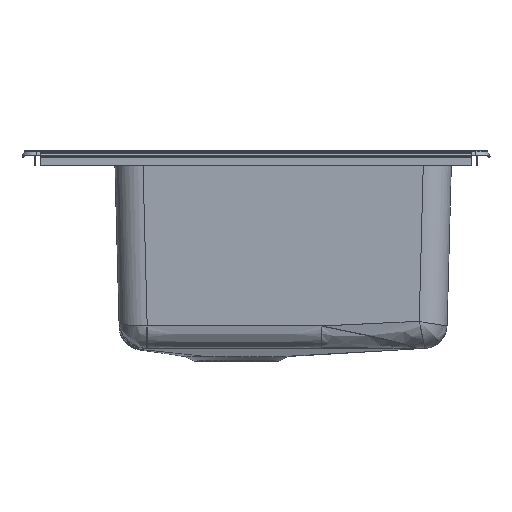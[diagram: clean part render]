
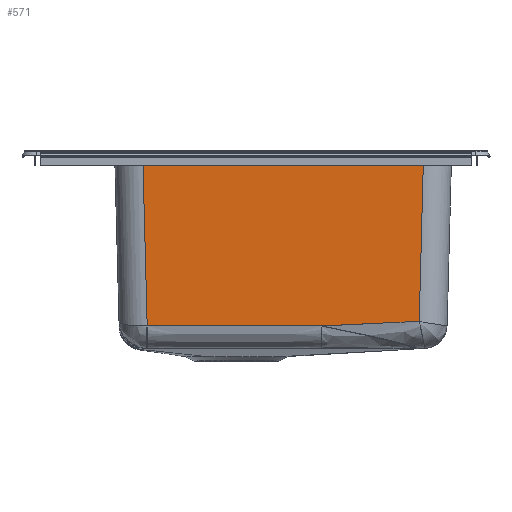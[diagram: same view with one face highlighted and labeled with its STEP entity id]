
A CAD part, left-side view. The second image highlights one B-rep face of the part: STEP entity #571.
In plain terms, the highlighted planar face has unit normal (-1, 0, -0.026).
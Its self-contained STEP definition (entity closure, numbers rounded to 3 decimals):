
#571=ADVANCED_FACE('',(#1127),#798,.F.);
#798=PLANE('',#6788);
#1127=FACE_OUTER_BOUND('',#2039,.T.);
#1279=B_SPLINE_CURVE_WITH_KNOTS('',3,(#11999,#12000,#12001,#12002),.UNSPECIFIED.,
.F.,.F.,(4,4),(0.,1.),.UNSPECIFIED.);
#1281=B_SPLINE_CURVE_WITH_KNOTS('',3,(#12026,#12027,#12028,#12029,#12030,
#12031,#12032,#12033,#12034,#12035),.UNSPECIFIED.,.F.,.F.,(4,3,3,4),(0.,
0.104,0.781,1.),.UNSPECIFIED.);
#2039=EDGE_LOOP('',(#3650,#3651,#3652,#3653,#3654));
#3650=ORIENTED_EDGE('',*,*,#5304,.T.);
#3651=ORIENTED_EDGE('',*,*,#5308,.T.);
#3652=ORIENTED_EDGE('',*,*,#5305,.T.);
#3653=ORIENTED_EDGE('',*,*,#5282,.T.);
#3654=ORIENTED_EDGE('',*,*,#5280,.T.);
#4415=VERTEX_POINT('',#11587);
#4431=VERTEX_POINT('',#12003);
#4432=VERTEX_POINT('',#12036);
#4442=VERTEX_POINT('',#12369);
#4443=VERTEX_POINT('',#12373);
#5280=EDGE_CURVE('',#4415,#4431,#1279,.T.);
#5282=EDGE_CURVE('',#4432,#4415,#1281,.T.);
#5304=EDGE_CURVE('',#4431,#4442,#5867,.T.);
#5305=EDGE_CURVE('',#4443,#4432,#5868,.T.);
#5308=EDGE_CURVE('',#4442,#4443,#5870,.T.);
#5867=LINE('',#12370,#6306);
#5868=LINE('',#12372,#6307);
#5870=LINE('',#12378,#6309);
#6306=VECTOR('',#8182,1.);
#6307=VECTOR('',#8185,1.);
#6309=VECTOR('',#8191,1.);
#6788=AXIS2_PLACEMENT_3D('',#12379,#8192,#8193);
#8182=DIRECTION('',(-0.026,-0.026,0.999));
#8185=DIRECTION('',(0.026,-0.026,-0.999));
#8191=DIRECTION('',(0.,1.,0.));
#8192=DIRECTION('',(1.,0.,0.026));
#8193=DIRECTION('',(0.026,0.,-1.));
#11587=CARTESIAN_POINT('',(-419.332,-69.712,-182.296));
#11999=CARTESIAN_POINT('',(-419.332,-69.712,-182.296));
#12000=CARTESIAN_POINT('',(-419.366,-104.646,-180.959));
#12001=CARTESIAN_POINT('',(-419.412,-139.563,-179.223));
#12002=CARTESIAN_POINT('',(-419.461,-174.471,-177.345));
#12003=CARTESIAN_POINT('',(-419.461,-174.471,-177.345));
#12026=CARTESIAN_POINT('',(-419.332,116.343,-182.261));
#12027=CARTESIAN_POINT('',(-419.332,109.896,-182.27));
#12028=CARTESIAN_POINT('',(-419.332,103.45,-182.278));
#12029=CARTESIAN_POINT('',(-419.332,97.003,-182.285));
#12030=CARTESIAN_POINT('',(-419.331,55.003,-182.331));
#12031=CARTESIAN_POINT('',(-419.33,13.002,-182.348));
#12032=CARTESIAN_POINT('',(-419.331,-28.999,-182.327));
#12033=CARTESIAN_POINT('',(-419.331,-42.57,-182.32));
#12034=CARTESIAN_POINT('',(-419.331,-56.141,-182.309));
#12035=CARTESIAN_POINT('',(-419.332,-69.712,-182.296));
#12036=CARTESIAN_POINT('',(-419.332,116.343,-182.261));
#12369=CARTESIAN_POINT('',(-423.872,-178.882,-8.895));
#12370=CARTESIAN_POINT('',(-423.897,-178.907,-7.949));
#12372=CARTESIAN_POINT('',(-423.897,120.907,-7.949));
#12373=CARTESIAN_POINT('',(-423.872,120.882,-8.895));
#12378=CARTESIAN_POINT('',(-423.872,-29.,-8.895));
#12379=CARTESIAN_POINT('',(-424.,-29.,-4.026));
